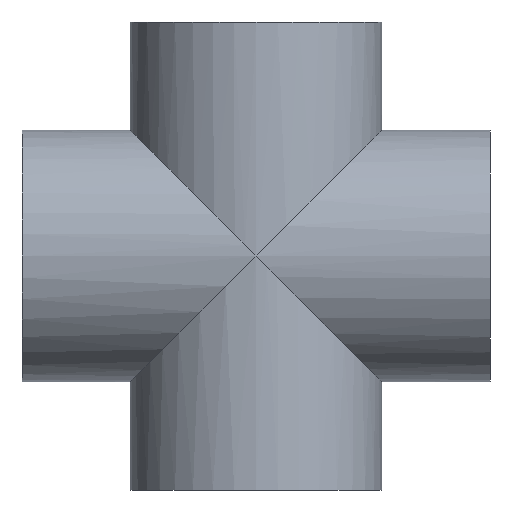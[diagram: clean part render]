
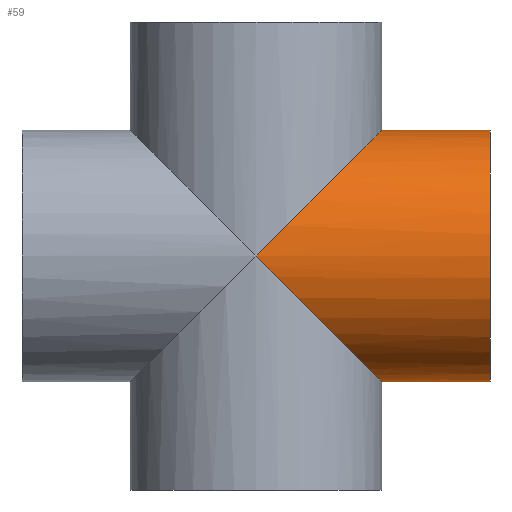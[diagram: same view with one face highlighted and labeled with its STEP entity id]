
A CAD part, front view. The second image highlights one B-rep face of the part: STEP entity #59.
In plain terms, the highlighted cylindrical face has radius 53 mm (diameter 106 mm), a partial arc.
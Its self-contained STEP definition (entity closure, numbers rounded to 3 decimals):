
#59=ADVANCED_FACE('',(#136),#137,.T.);
#136=FACE_OUTER_BOUND('',#232,.T.);
#137=CYLINDRICAL_SURFACE('',#233,53.0);
#232=EDGE_LOOP('',(#340,#341,#342,#343,#344));
#233=AXIS2_PLACEMENT_3D('',#345,#346,#347);
#340=ORIENTED_EDGE('',*,*,#572,.F.);
#341=ORIENTED_EDGE('',*,*,#573,.F.);
#342=ORIENTED_EDGE('',*,*,#574,.F.);
#343=ORIENTED_EDGE('',*,*,#575,.F.);
#344=ORIENTED_EDGE('',*,*,#576,.F.);
#345=CARTESIAN_POINT('',(0.0,0.0,0.0));
#346=DIRECTION('',(-1.0,0.0,0.0));
#347=DIRECTION('',(0.0,0.0,-1.0));
#572=EDGE_CURVE('',#677,#659,#678,.T.);
#573=EDGE_CURVE('',#679,#677,#680,.T.);
#574=EDGE_CURVE('',#647,#679,#681,.T.);
#575=EDGE_CURVE('',#670,#647,#682,.T.);
#576=EDGE_CURVE('',#659,#670,#683,.T.);
#647=VERTEX_POINT('',#776);
#659=VERTEX_POINT('',#790);
#670=VERTEX_POINT('',#804);
#677=VERTEX_POINT('',#812);
#678=LINE('',#813,#814);
#679=VERTEX_POINT('',#815);
#680=CIRCLE('',#816,53.0);
#681=LINE('',#817,#818);
#682=ELLIPSE('',#819,74.953,53.0);
#683=ELLIPSE('',#820,74.953,53.0);
#776=CARTESIAN_POINT('',(53.0,0.,53.0));
#790=CARTESIAN_POINT('',(53.0,0.,-53.0));
#804=CARTESIAN_POINT('',(0.0,-53.0,0.0));
#812=CARTESIAN_POINT('',(98.5,0.0,-53.0));
#813=CARTESIAN_POINT('',(0.0,0.,-53.0));
#814=VECTOR('',#961,1.0);
#815=CARTESIAN_POINT('',(98.5,0.,53.0));
#816=AXIS2_PLACEMENT_3D('',#962,#963,#964);
#817=CARTESIAN_POINT('',(0.0,0.,53.0));
#818=VECTOR('',#965,1.0);
#819=AXIS2_PLACEMENT_3D('',#966,#967,#968);
#820=AXIS2_PLACEMENT_3D('',#969,#970,#971);
#961=DIRECTION('',(-1.0,0.0,0.0));
#962=CARTESIAN_POINT('',(98.5,0.0,0.0));
#963=DIRECTION('',(1.0,0.0,0.0));
#964=DIRECTION('',(0.0,0.0,-1.0));
#965=DIRECTION('',(1.0,-0.0,-0.0));
#966=CARTESIAN_POINT('',(0.0,0.0,0.0));
#967=DIRECTION('',(-0.707,0.0,0.707));
#968=DIRECTION('',(-0.707,0.0,-0.707));
#969=CARTESIAN_POINT('',(0.0,0.0,0.0));
#970=DIRECTION('',(-0.707,-0.0,-0.707));
#971=DIRECTION('',(0.707,0.0,-0.707));
